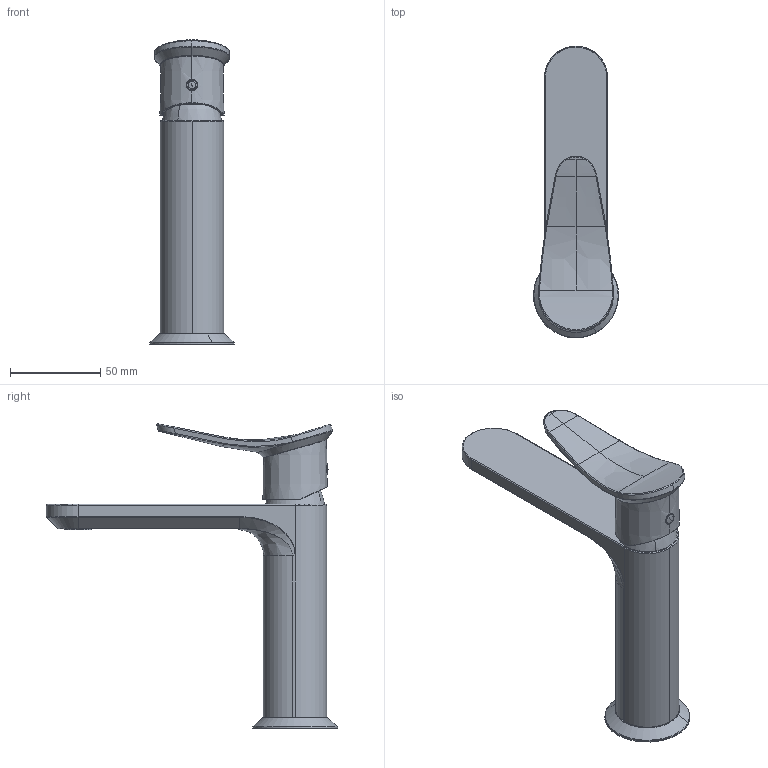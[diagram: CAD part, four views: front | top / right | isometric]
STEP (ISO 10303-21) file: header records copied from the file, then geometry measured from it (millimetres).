
FILE_DESCRIPTION(('CATIA V5 STEP Exchange','CAx-IF Rec.Pracs.--- Model Styling and Organization---1.5--- 2016-08-15','CAx-IF Rec.Pracs.---Supplemental Geometry---1.0---2011-11-01','CAx-IF Rec.Pracs.--- Composite Materials ---3.4---2017-06-13','CAx-IF Rec.Pracs.---Tessellated 3D Geometry---1.0---2015-12-17'),'2;1');
FILE_NAME('HC000544xx - rendering.stp','2024-01-29T12:51:27+00:00',('none'),('none'),'CATIA Version 5-6 Release 2020 SP2','CATIA V5 STEP AP242 v2','none');
FILE_SCHEMA(('AP242_MANAGED_MODEL_BASED_3D_ENGINEERING_MIM_LF {1 0 10303 442 1 1 4}'));
Products named in the file (1): HC 00051 4
Bounding box: 46.99 x 160.99 x 168.33 mm (x, y, z)
Volume: 154361.8 mm3; surface area: 78268.3 mm2
Topology: 2 solids, 11 shells, 2420 faces, 6082 edges, 3642 vertices
Faces by surface type: plane 831, cylinder 631, bspline 389, torus 273, cone 192, sphere 96, revolution 6, extrusion 2
Entity records: 101766 total; most frequent: CARTESIAN_POINT 50029, ORIENTED_EDGE 11856, DIRECTION 7361, EDGE_CURVE 5928, VERTEX_POINT 3641, AXIS2_PLACEMENT_3D 3199, EDGE_LOOP 2585, VECTOR 2503
